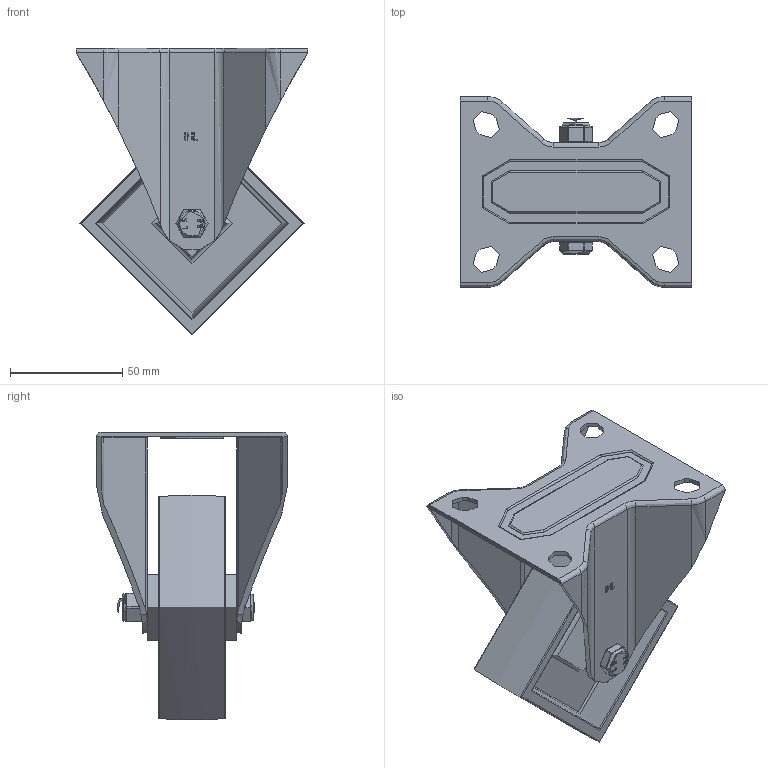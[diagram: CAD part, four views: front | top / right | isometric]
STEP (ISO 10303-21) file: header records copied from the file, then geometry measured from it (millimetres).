
FILE_DESCRIPTION(/* description */ ('','CAx-IF Rec.Pracs.---Representation and Presentation of Product Manufacturing Information (PMI)---4.0---2014-10-13'),/* implementation_level */ '2;1');
FILE_NAME(/* name */ 'BZMMF100NYHT.step',/* time_stamp */ '2024-12-18T12:41:47Z',/* author */ (''),/* organization */ (''),/* preprocessor_version */ 'ST-DEVELOPER v20',/* originating_system */ 'Autodesk Translation Framework v13.20.0.188',/* authorisation */ '');
FILE_SCHEMA (('AP242_MANAGED_MODEL_BASED_3D_ENGINEERING_MIM_LF { 1 0 10303 442 1 1 4 }'));
Length unit declared in the file: millimetre
Products named in the file (14): BZMMF100NYHT; BZMMF100AS v1; BZMMF100AS; ZINC PLATED, PRESSED STEEL BRACKET; BZMM100WNY130 v1; FIBRE GLASS FILLED NYLON WHEEL; TUBEM12X40 v1; ZINC PLATED STEEL TUBE; HEXBOLTM8X55Z8.8 v2; GRADE 8.8 ZINC PLATED BOLT; NYLOCM8Z v1; NYLOC NUT; NUT; RUBBER
Assembly tree (13 placements, depth 4):
  BZMMF100NYHT
    BZMMF100AS v1
      BZMMF100AS
      ZINC PLATED, PRESSED STEEL BRACKET
    BZMM100WNY130 v1
      FIBRE GLASS FILLED NYLON WHEEL
    TUBEM12X40 v1
      ZINC PLATED STEEL TUBE
    HEXBOLTM8X55Z8.8 v2
      GRADE 8.8 ZINC PLATED BOLT
    NYLOCM8Z v1
      NYLOC NUT
        NUT
        RUBBER
Bounding box: 103 x 85 x 127.95 mm (x, y, z)
Volume: 151630 mm3; surface area: 78308.6 mm2
Topology: 6 solids, 6 shells, 387 faces, 932 edges, 575 vertices
Faces by surface type: cylinder 160, plane 123, bspline 37, torus 36, sphere 24, cone 7
Full cylindrical faces by diameter (mm): 0.664 x2, 6.446 x7, 7.866 x13, 8 x3, 8.25 x2, 8.4 x1, 8.6 x2, 11.5 x1, 11.9 x1, 12.1 x1, 12.5 x1
Entity records: 16697 total; most frequent: CARTESIAN_POINT 7555, ORIENTED_EDGE 1852, DIRECTION 1810, EDGE_CURVE 926, AXIS2_PLACEMENT_3D 698, VERTEX_POINT 575, EDGE_LOOP 431, LINE 414
